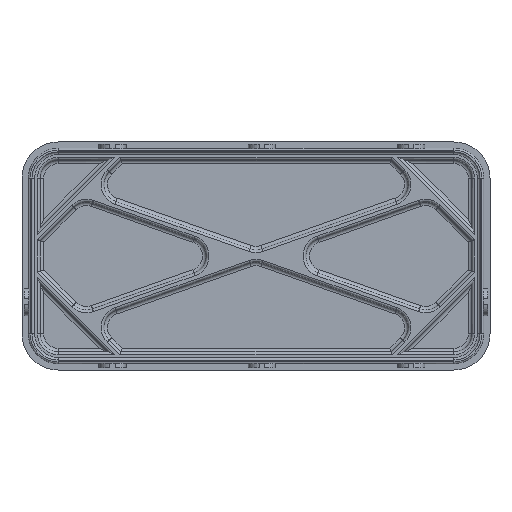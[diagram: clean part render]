
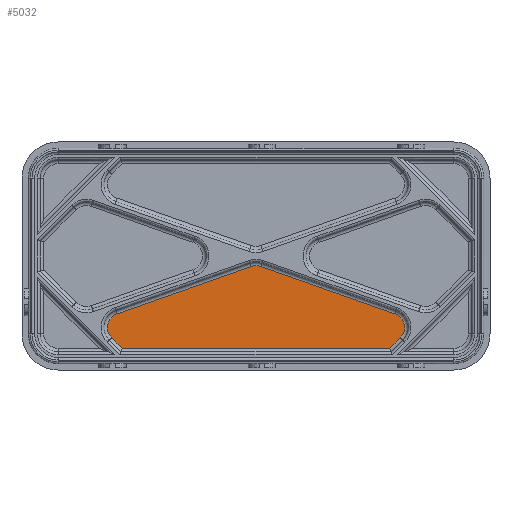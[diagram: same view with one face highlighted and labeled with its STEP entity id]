
A CAD part, top view. The second image highlights one B-rep face of the part: STEP entity #5032.
In plain terms, the highlighted planar face has unit normal (0, 0, 1).
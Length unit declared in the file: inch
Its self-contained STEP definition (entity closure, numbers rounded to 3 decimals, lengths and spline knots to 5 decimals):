
#419=LINE('',#8225,#901);
#420=LINE('',#8235,#902);
#422=LINE('',#8247,#904);
#424=LINE('',#8257,#906);
#425=LINE('',#8260,#907);
#901=VECTOR('',#6637,0.3937);
#902=VECTOR('',#6652,0.3937);
#904=VECTOR('',#6666,0.3937);
#906=VECTOR('',#6678,0.3937);
#907=VECTOR('',#6683,0.3937);
#1191=PLANE('',#5537);
#1432=FACE_OUTER_BOUND('',#1743,.T.);
#1743=EDGE_LOOP('',(#4039,#4040,#4041,#4042,#4043,#4044,#4045,#4046));
#2047=CIRCLE('',#5519,0.16);
#2051=CIRCLE('',#5525,0.16);
#2055=CIRCLE('',#5531,0.16);
#2408=VERTEX_POINT('',#8223);
#2409=VERTEX_POINT('',#8224);
#2410=VERTEX_POINT('',#8229);
#2411=VERTEX_POINT('',#8233);
#2412=VERTEX_POINT('',#8237);
#2414=VERTEX_POINT('',#8243);
#2416=VERTEX_POINT('',#8249);
#2418=VERTEX_POINT('',#8256);
#2999=EDGE_CURVE('',#2408,#2409,#419,.T.);
#3003=EDGE_CURVE('',#2409,#2410,#2047,.T.);
#3005=EDGE_CURVE('',#2410,#2411,#420,.T.);
#3008=EDGE_CURVE('',#2411,#2412,#2051,.T.);
#3011=EDGE_CURVE('',#2412,#2414,#422,.T.);
#3014=EDGE_CURVE('',#2414,#2416,#2055,.T.);
#3016=EDGE_CURVE('',#2416,#2418,#424,.T.);
#3018=EDGE_CURVE('',#2418,#2408,#425,.T.);
#4039=ORIENTED_EDGE('',*,*,#2999,.F.);
#4040=ORIENTED_EDGE('',*,*,#3018,.F.);
#4041=ORIENTED_EDGE('',*,*,#3016,.F.);
#4042=ORIENTED_EDGE('',*,*,#3014,.F.);
#4043=ORIENTED_EDGE('',*,*,#3011,.F.);
#4044=ORIENTED_EDGE('',*,*,#3008,.F.);
#4045=ORIENTED_EDGE('',*,*,#3005,.F.);
#4046=ORIENTED_EDGE('',*,*,#3003,.F.);
#5032=ADVANCED_FACE('',(#1432),#1191,.T.);
#5519=AXIS2_PLACEMENT_3D('',#8231,#6646,#6647);
#5525=AXIS2_PLACEMENT_3D('',#8241,#6659,#6660);
#5531=AXIS2_PLACEMENT_3D('',#8253,#6673,#6674);
#5537=AXIS2_PLACEMENT_3D('',#8265,#6690,#6691);
#6637=DIRECTION('',(-0.707,0.707,0.));
#6646=DIRECTION('center_axis',(0.,0.,-1.));
#6647=DIRECTION('ref_axis',(-0.975,0.221,0.));
#6652=DIRECTION('',(0.943,0.333,0.));
#6659=DIRECTION('center_axis',(0.,0.,-1.));
#6660=DIRECTION('ref_axis',(0.,1.,0.));
#6666=DIRECTION('',(0.943,-0.333,0.));
#6673=DIRECTION('center_axis',(0.,0.,-1.));
#6674=DIRECTION('ref_axis',(0.975,0.221,0.));
#6678=DIRECTION('',(-0.707,-0.707,0.));
#6683=DIRECTION('',(-1.,0.,0.));
#6690=DIRECTION('center_axis',(0.,0.,1.));
#6691=DIRECTION('ref_axis',(1.,0.,0.));
#8223=CARTESIAN_POINT('',(1.10799,0.24,-1.));
#8224=CARTESIAN_POINT('',(0.99037,0.35762,-1.));
#8225=CARTESIAN_POINT('',(1.2281,0.11989,-1.));
#8229=CARTESIAN_POINT('',(1.05015,0.62159,-1.));
#8231=CARTESIAN_POINT('Origin',(1.10351,0.47075,-1.));
#8233=CARTESIAN_POINT('',(2.53164,1.14566,-1.));
#8235=CARTESIAN_POINT('',(1.83258,0.89837,-1.));
#8237=CARTESIAN_POINT('',(2.63836,1.14566,-1.));
#8241=CARTESIAN_POINT('Origin',(2.585,0.99482,-1.));
#8243=CARTESIAN_POINT('',(4.11985,0.62159,-1.));
#8247=CARTESIAN_POINT('',(2.59667,1.16041,-1.));
#8249=CARTESIAN_POINT('',(4.17963,0.35762,-1.));
#8253=CARTESIAN_POINT('Origin',(4.06649,0.47075,-1.));
#8256=CARTESIAN_POINT('',(4.06201,0.24,-1.));
#8257=CARTESIAN_POINT('',(4.00657,0.18456,-1.));
#8260=CARTESIAN_POINT('',(3.33179,0.24,-1.));
#8265=CARTESIAN_POINT('Origin',(2.585,1.26,-1.));
